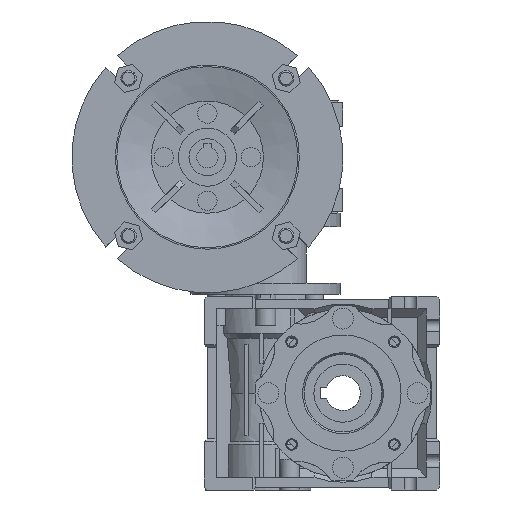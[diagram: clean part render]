
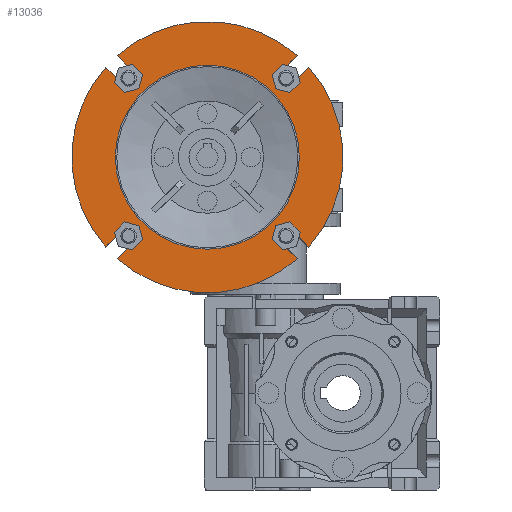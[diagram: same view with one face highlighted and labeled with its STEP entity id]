
A CAD part, left-side view. The second image highlights one B-rep face of the part: STEP entity #13036.
In plain terms, the highlighted face is planar.
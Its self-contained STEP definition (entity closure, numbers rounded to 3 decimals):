
#13036=ADVANCED_FACE('',(#23450,#23452),#23454,.T.);
#23450=FACE_BOUND('',#23451,.T.);
#23451=EDGE_LOOP('',(#30998,#30999,#31000,#31001,#31002,#31003,#31004,#31005,#31006,
#31007,#31008,#31009,#31010,#31011,#31012,#31013));
#23452=FACE_BOUND('',#23453,.T.);
#23453=EDGE_LOOP('',(#31014));
#23454=PLANE('',#23455);
#23455=AXIS2_PLACEMENT_3D('',#23456,#23457,#23458);
#23456=CARTESIAN_POINT('',(55.,105.,122.));
#23457=DIRECTION('',(1.,0.,0.));
#23458=DIRECTION('',(0.,-1.,0.));
#30998=ORIENTED_EDGE('',*,*,#34787,.T.);
#30999=ORIENTED_EDGE('',*,*,#34795,.F.);
#31000=ORIENTED_EDGE('',*,*,#34789,.T.);
#31001=ORIENTED_EDGE('',*,*,#34792,.T.);
#31002=ORIENTED_EDGE('',*,*,#34793,.T.);
#31003=ORIENTED_EDGE('',*,*,#34433,.F.);
#31004=ORIENTED_EDGE('',*,*,#34782,.T.);
#31005=ORIENTED_EDGE('',*,*,#34780,.T.);
#31006=ORIENTED_EDGE('',*,*,#34778,.T.);
#31007=ORIENTED_EDGE('',*,*,#34794,.F.);
#31008=ORIENTED_EDGE('',*,*,#34775,.T.);
#31009=ORIENTED_EDGE('',*,*,#34773,.T.);
#31010=ORIENTED_EDGE('',*,*,#34783,.T.);
#31011=ORIENTED_EDGE('',*,*,#34431,.F.);
#31012=ORIENTED_EDGE('',*,*,#34771,.T.);
#31013=ORIENTED_EDGE('',*,*,#34785,.T.);
#31014=ORIENTED_EDGE('',*,*,#34438,.T.);
#34431=EDGE_CURVE('',#40340,#40335,#40342,.T.);
#34433=EDGE_CURVE('',#40344,#40346,#40347,.T.);
#34438=EDGE_CURVE('',#40355,#40355,#40356,.T.);
#34771=EDGE_CURVE('',#40340,#40923,#40925,.T.);
#34773=EDGE_CURVE('',#40928,#40926,#40929,.T.);
#34775=EDGE_CURVE('',#40931,#40928,#40932,.T.);
#34778=EDGE_CURVE('',#40936,#40934,#40937,.T.);
#34780=EDGE_CURVE('',#40939,#40936,#40940,.T.);
#34782=EDGE_CURVE('',#40344,#40939,#40942,.T.);
#34783=EDGE_CURVE('',#40926,#40335,#40943,.T.);
#34785=EDGE_CURVE('',#40923,#40944,#40946,.T.);
#34787=EDGE_CURVE('',#40944,#40947,#40949,.T.);
#34789=EDGE_CURVE('',#40952,#40950,#40953,.T.);
#34792=EDGE_CURVE('',#40950,#40955,#40957,.T.);
#34793=EDGE_CURVE('',#40955,#40346,#40958,.T.);
#34794=EDGE_CURVE('',#40931,#40934,#40959,.T.);
#34795=EDGE_CURVE('',#40952,#40947,#40960,.T.);
#40335=VERTEX_POINT('',#56688);
#40340=VERTEX_POINT('',#56698);
#40342=CIRCLE('',#56702,70.);
#40344=VERTEX_POINT('',#56707);
#40346=VERTEX_POINT('',#56711);
#40347=CIRCLE('',#56712,70.);
#40355=VERTEX_POINT('',#56734);
#40356=CIRCLE('',#56735,47.5);
#40923=VERTEX_POINT('',#58901);
#40925=LINE('',#58905,#58906);
#40926=VERTEX_POINT('',#58908);
#40928=VERTEX_POINT('',#58912);
#40929=CIRCLE('',#58913,4.25);
#40931=VERTEX_POINT('',#58920);
#40932=LINE('',#58921,#58922);
#40934=VERTEX_POINT('',#58927);
#40936=VERTEX_POINT('',#58931);
#40937=LINE('',#58932,#58933);
#40939=VERTEX_POINT('',#58938);
#40940=CIRCLE('',#58939,4.25);
#40942=LINE('',#58946,#58947);
#40943=LINE('',#58949,#58950);
#40944=VERTEX_POINT('',#58952);
#40946=CIRCLE('',#58956,4.25);
#40947=VERTEX_POINT('',#58960);
#40949=LINE('',#58964,#58965);
#40950=VERTEX_POINT('',#58967);
#40952=VERTEX_POINT('',#58971);
#40953=LINE('',#58972,#58973);
#40955=VERTEX_POINT('',#58978);
#40957=CIRCLE('',#58982,4.25);
#40958=LINE('',#58986,#58987);
#40959=CIRCLE('',#58989,70.);
#40960=CIRCLE('',#58993,70.);
#56688=CARTESIAN_POINT('',(55.,17.589,168.401));
#56698=CARTESIAN_POINT('',(55.,17.589,75.599));
#56702=AXIS2_PLACEMENT_3D('',#56703,#56704,#56705);
#56703=CARTESIAN_POINT('',(55.,70.,122.));
#56704=DIRECTION('',(-1.,-0.,0.));
#56705=DIRECTION('',(0.,-0.749,-0.663));
#56707=CARTESIAN_POINT('',(55.,122.411,168.401));
#56711=CARTESIAN_POINT('',(55.,122.411,75.599));
#56712=AXIS2_PLACEMENT_3D('',#56713,#56714,#56715);
#56713=CARTESIAN_POINT('',(55.,70.,122.));
#56714=DIRECTION('',(-1.,0.,-0.));
#56715=DIRECTION('',(0.,0.749,0.663));
#56734=CARTESIAN_POINT('',(55.,117.5,122.));
#56735=AXIS2_PLACEMENT_3D('',#56736,#56737,#56738);
#56736=CARTESIAN_POINT('',(55.,70.,122.));
#56737=DIRECTION('',(-1.,-0.,-0.));
#56738=DIRECTION('',(0.,1.,0.));
#58901=CARTESIAN_POINT('',(55.,26.336,84.347));
#58905=CARTESIAN_POINT('',(55.,17.589,75.599));
#58906=VECTOR('',#58907,1.);
#58907=DIRECTION('',(0.,0.707,0.707));
#58908=CARTESIAN_POINT('',(55.,26.336,159.653));
#58912=CARTESIAN_POINT('',(55.,32.347,165.664));
#58913=AXIS2_PLACEMENT_3D('',#58914,#58915,#58916);
#58914=CARTESIAN_POINT('',(55.,29.341,162.659));
#58915=DIRECTION('',(-1.,0.,-0.));
#58916=DIRECTION('',(0.,0.707,0.707));
#58920=CARTESIAN_POINT('',(55.,23.599,174.411));
#58921=CARTESIAN_POINT('',(55.,23.599,174.411));
#58922=VECTOR('',#58923,1.);
#58923=DIRECTION('',(0.,0.707,-0.707));
#58927=CARTESIAN_POINT('',(55.,116.401,174.411));
#58931=CARTESIAN_POINT('',(55.,107.653,165.664));
#58932=CARTESIAN_POINT('',(55.,107.653,165.664));
#58933=VECTOR('',#58934,1.);
#58934=DIRECTION('',(0.,0.707,0.707));
#58938=CARTESIAN_POINT('',(55.,113.664,159.653));
#58939=AXIS2_PLACEMENT_3D('',#58940,#58941,#58942);
#58940=CARTESIAN_POINT('',(55.,110.659,162.659));
#58941=DIRECTION('',(-1.,0.,-0.));
#58942=DIRECTION('',(0.,0.707,-0.707));
#58946=CARTESIAN_POINT('',(55.,122.411,168.401));
#58947=VECTOR('',#58948,1.);
#58948=DIRECTION('',(0.,-0.707,-0.707));
#58949=CARTESIAN_POINT('',(55.,26.336,159.653));
#58950=VECTOR('',#58951,1.);
#58951=DIRECTION('',(0.,-0.707,0.707));
#58952=CARTESIAN_POINT('',(55.,32.347,78.336));
#58956=AXIS2_PLACEMENT_3D('',#58957,#58958,#58959);
#58957=CARTESIAN_POINT('',(55.,29.341,81.341));
#58958=DIRECTION('',(-1.,-0.,0.));
#58959=DIRECTION('',(0.,-0.707,0.707));
#58960=CARTESIAN_POINT('',(55.,23.599,69.589));
#58964=CARTESIAN_POINT('',(55.,32.347,78.336));
#58965=VECTOR('',#58966,1.);
#58966=DIRECTION('',(0.,-0.707,-0.707));
#58967=CARTESIAN_POINT('',(55.,107.653,78.336));
#58971=CARTESIAN_POINT('',(55.,116.401,69.589));
#58972=CARTESIAN_POINT('',(55.,116.401,69.589));
#58973=VECTOR('',#58974,1.);
#58974=DIRECTION('',(0.,-0.707,0.707));
#58978=CARTESIAN_POINT('',(55.,113.664,84.347));
#58982=AXIS2_PLACEMENT_3D('',#58983,#58984,#58985);
#58983=CARTESIAN_POINT('',(55.,110.659,81.341));
#58984=DIRECTION('',(-1.,-0.,0.));
#58985=DIRECTION('',(0.,-0.707,-0.707));
#58986=CARTESIAN_POINT('',(55.,113.664,84.347));
#58987=VECTOR('',#58988,1.);
#58988=DIRECTION('',(0.,0.707,-0.707));
#58989=AXIS2_PLACEMENT_3D('',#58990,#58991,#58992);
#58990=CARTESIAN_POINT('',(55.,70.,122.));
#58991=DIRECTION('',(-1.,-0.,0.));
#58992=DIRECTION('',(0.,-0.663,0.749));
#58993=AXIS2_PLACEMENT_3D('',#58994,#58995,#58996);
#58994=CARTESIAN_POINT('',(55.,70.,122.));
#58995=DIRECTION('',(-1.,0.,-0.));
#58996=DIRECTION('',(0.,0.663,-0.749));
